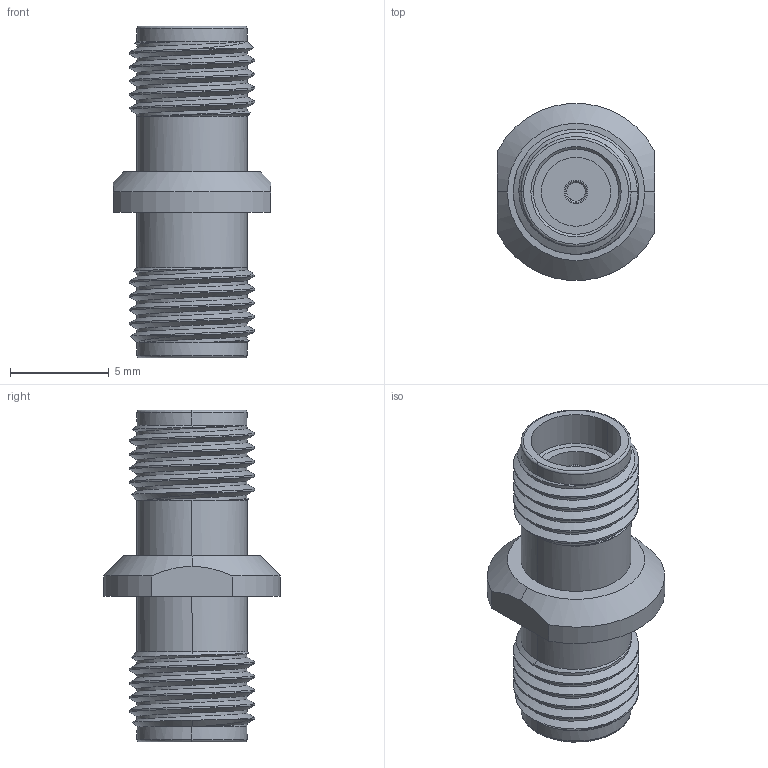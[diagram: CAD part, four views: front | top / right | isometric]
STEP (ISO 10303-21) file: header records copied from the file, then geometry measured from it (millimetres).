
FILE_DESCRIPTION (( 'STEP AP214' ), '1' );
FILE_NAME ('FMSC3003_3D.step', '2024-07-12T15:08:51', ( '' ), ( '' ), 'SwSTEP 2.0', 'SolidWorks 2022', '' );
FILE_SCHEMA (( 'AUTOMOTIVE_DESIGN' ));
Length unit declared in the file: inch
Products named in the file (1): FMSC3003_3D
Bounding box: 8 x 8.96 x 16.8 mm (x, y, z)
Volume: 384.7 mm3; surface area: 661.8 mm2
Topology: 1 solids, 1 shells, 108 faces, 270 edges, 172 vertices
Faces by surface type: cylinder 46, plane 28, cone 24, bspline 6, torus 4
Entity records: 6649 total; most frequent: CARTESIAN_POINT 4190, ORIENTED_EDGE 540, DIRECTION 474, EDGE_CURVE 270, AXIS2_PLACEMENT_3D 189, VERTEX_POINT 172, EDGE_LOOP 116, ADVANCED_FACE 108
